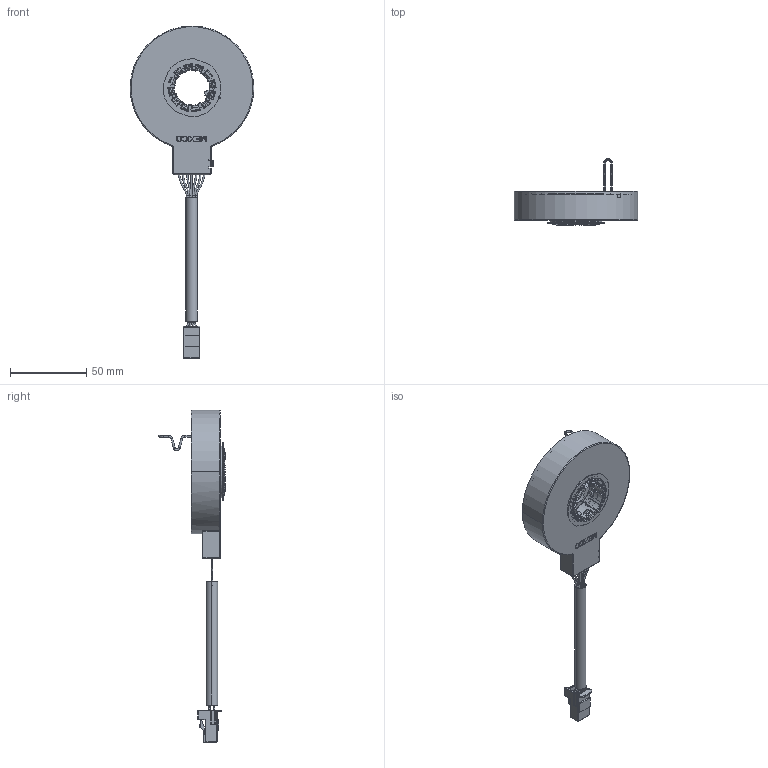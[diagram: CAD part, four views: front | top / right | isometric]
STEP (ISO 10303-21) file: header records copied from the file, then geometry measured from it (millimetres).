
FILE_DESCRIPTION((''),'2;1');
FILE_NAME('SX-4431A_SW0001','2012-03-12T',('BMozley'),(''),'PRO/ENGINEER BY PARAMETRIC TECHNOLOGY CORPORATION, 2011490','PRO/ENGINEER BY PARAMETRIC TECHNOLOGY CORPORATION, 2011490','');
FILE_SCHEMA(('CONFIG_CONTROL_DESIGN'));
Length unit declared in the file: inch
Products named in the file (1): SX-4431A_SW0001
Bounding box: 81.28 x 43.88 x 218.36 mm (x, y, z)
Volume: 88400.1 mm3; surface area: 32255.3 mm2
Topology: 15 solids, 15 shells, 1879 faces, 5028 edges, 3152 vertices
Faces by surface type: plane 859, cylinder 673, torus 145, sphere 90, cone 84, bspline 28
Entity records: 66177 total; most frequent: CARTESIAN_POINT 19024, ORIENTED_EDGE 10056, DIRECTION 9807, EDGE_CURVE 5028, AXIS2_PLACEMENT_3D 3515, VERTEX_POINT 3152, VECTOR 2777, LINE 2777
